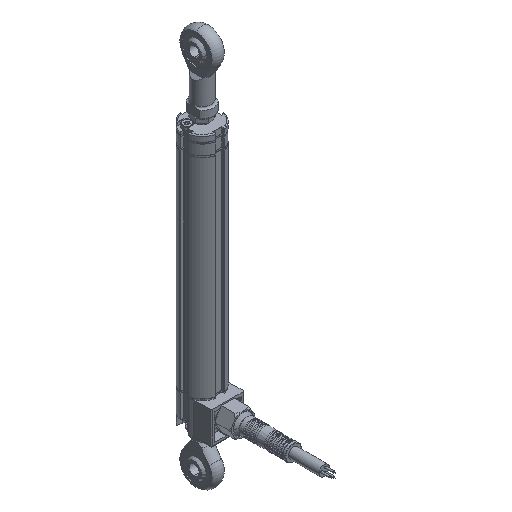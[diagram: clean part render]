
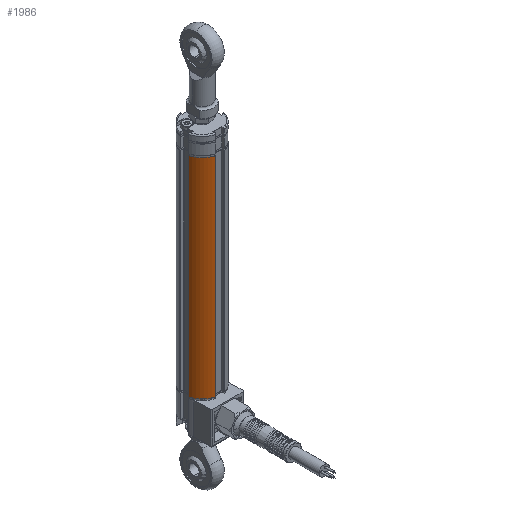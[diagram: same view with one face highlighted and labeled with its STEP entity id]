
A CAD part, isometric view. The second image highlights one B-rep face of the part: STEP entity #1986.
In plain terms, the highlighted cylindrical face has radius 9 mm (diameter 18 mm), a partial arc.
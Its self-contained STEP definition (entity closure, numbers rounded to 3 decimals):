
#1705 = VERTEX_POINT ( 'NONE', #10536 ) ;
#1711 = VERTEX_POINT ( 'NONE', #10525 ) ;
#1713 = EDGE_CURVE ( 'NONE', #1705, #1711, #10524, .T. ) ;
#1743 = EDGE_CURVE ( 'NONE', #1705, #1744, #10566, .T. ) ;
#1744 = VERTEX_POINT ( 'NONE', #10627 ) ;
#1890 = EDGE_CURVE ( 'NONE', #1711, #1917, #10876, .T. ) ;
#1917 = VERTEX_POINT ( 'NONE', #10895 ) ;
#1986 = ADVANCED_FACE ( 'NONE', ( #11024 ), #11023, .T. ) ;
#2044 = EDGE_LOOP ( 'NONE', ( #2045, #2046, #2048, #2049 ) ) ;
#2045 = ORIENTED_EDGE ( 'NONE', *, *, #1890, .T. ) ;
#2046 = ORIENTED_EDGE ( 'NONE', *, *, #2047, .T. ) ;
#2047 = EDGE_CURVE ( 'NONE', #1917, #1744, #11175, .T. ) ;
#2048 = ORIENTED_EDGE ( 'NONE', *, *, #1743, .F. ) ;
#2049 = ORIENTED_EDGE ( 'NONE', *, *, #1713, .T. ) ;
#10521 = DIRECTION ( 'NONE',  ( 0., 0., -1. ) ) ;
#10522 = VECTOR ( 'NONE', #10521, 1000. ) ;
#10523 = CARTESIAN_POINT ( 'NONE',  ( -8.714, -2.25, 102. ) ) ;
#10524 = LINE ( 'NONE', #10523, #10522 ) ;
#10525 = CARTESIAN_POINT ( 'NONE',  ( -8.714, -2.25, 0. ) ) ;
#10536 = CARTESIAN_POINT ( 'NONE',  ( -8.714, -2.25, 102. ) ) ;
#10566 = CIRCLE ( 'NONE', #10631, 9. ) ;
#10627 = CARTESIAN_POINT ( 'NONE',  ( -2.25, -8.714, 102. ) ) ;
#10628 = DIRECTION ( 'NONE',  ( 1., 0., 0. ) ) ;
#10629 = DIRECTION ( 'NONE',  ( 0., 0., 1. ) ) ;
#10630 = CARTESIAN_POINT ( 'NONE',  ( 0., 0., 102. ) ) ;
#10631 = AXIS2_PLACEMENT_3D ( 'NONE', #10630, #10629, #10628 ) ;
#10872 = DIRECTION ( 'NONE',  ( 1., 0., 0. ) ) ;
#10873 = DIRECTION ( 'NONE',  ( 0., 0., 1. ) ) ;
#10874 = CARTESIAN_POINT ( 'NONE',  ( 0., 0., 0. ) ) ;
#10875 = AXIS2_PLACEMENT_3D ( 'NONE', #10874, #10873, #10872 ) ;
#10876 = CIRCLE ( 'NONE', #10875, 9. ) ;
#10895 = CARTESIAN_POINT ( 'NONE',  ( -2.25, -8.714, 0. ) ) ;
#11019 = DIRECTION ( 'NONE',  ( -1., 0., 0. ) ) ;
#11020 = DIRECTION ( 'NONE',  ( 0., 0., -1. ) ) ;
#11021 = CARTESIAN_POINT ( 'NONE',  ( 0., 0., 102. ) ) ;
#11022 = AXIS2_PLACEMENT_3D ( 'NONE', #11021, #11020, #11019 ) ;
#11023 = CYLINDRICAL_SURFACE ( 'NONE', #11022, 9. ) ;
#11024 = FACE_OUTER_BOUND ( 'NONE', #2044, .T. ) ;
#11172 = DIRECTION ( 'NONE',  ( 0., 0., 1. ) ) ;
#11173 = VECTOR ( 'NONE', #11172, 1000. ) ;
#11174 = CARTESIAN_POINT ( 'NONE',  ( -2.25, -8.714, 102. ) ) ;
#11175 = LINE ( 'NONE', #11174, #11173 ) ;
